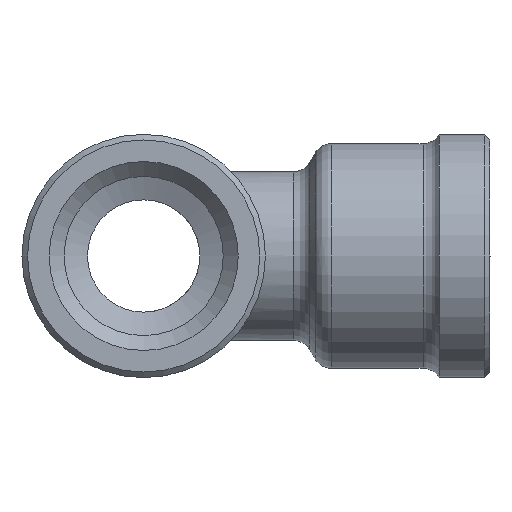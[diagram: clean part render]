
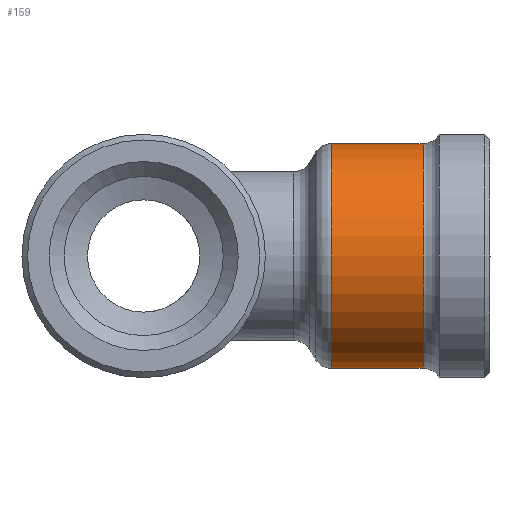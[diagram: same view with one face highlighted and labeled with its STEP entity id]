
A CAD part, left-side view. The second image highlights one B-rep face of the part: STEP entity #159.
In plain terms, the highlighted cylindrical face has radius 6 mm (diameter 12 mm), a full revolution.
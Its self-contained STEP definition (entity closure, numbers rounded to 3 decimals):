
#159 = ADVANCED_FACE( 'NONE', ( #366, #367 ), #368, .T. );
#366 = FACE_OUTER_BOUND( '', #735, .T. );
#367 = FACE_OUTER_BOUND( '', #736, .T. );
#368 = CYLINDRICAL_SURFACE( '', #737, 6. );
#735 = EDGE_LOOP( '', ( #1421 ) );
#736 = EDGE_LOOP( '', ( #1422 ) );
#737 = AXIS2_PLACEMENT_3D( '', #1423, #1424, #1425 );
#1421 = ORIENTED_EDGE( '', *, *, #1724, .T. );
#1422 = ORIENTED_EDGE( '', *, *, #1727, .T. );
#1423 = CARTESIAN_POINT( '', ( 0., 5.648, 0. ) );
#1424 = DIRECTION( '', ( 0., -1., 0. ) );
#1425 = DIRECTION( '', ( 0., 0., 1. ) );
#1724 = EDGE_CURVE( 'NONE', #2062, #2062, #2063, .T. );
#1727 = EDGE_CURVE( 'NONE', #2068, #2068, #2069, .T. );
#2062 = VERTEX_POINT( '', #2802 );
#2063 = CIRCLE( '', #2803, 6. );
#2068 = VERTEX_POINT( '', #2808 );
#2069 = CIRCLE( '', #2809, 6. );
#2802 = CARTESIAN_POINT( '', ( -6., -10.021, 0. ) );
#2803 = AXIS2_PLACEMENT_3D( '', #3180, #3181, #3182 );
#2808 = CARTESIAN_POINT( '', ( 6., -14.923, 0. ) );
#2809 = AXIS2_PLACEMENT_3D( '', #3189, #3190, #3191 );
#3180 = CARTESIAN_POINT( '', ( 0., -10.021, 0. ) );
#3181 = DIRECTION( '', ( 0., -1., 0. ) );
#3182 = DIRECTION( '', ( -1., 0., 0. ) );
#3189 = CARTESIAN_POINT( '', ( 0., -14.923, 0. ) );
#3190 = DIRECTION( '', ( 0., 1., 0. ) );
#3191 = DIRECTION( '', ( 1., 0., 0. ) );
